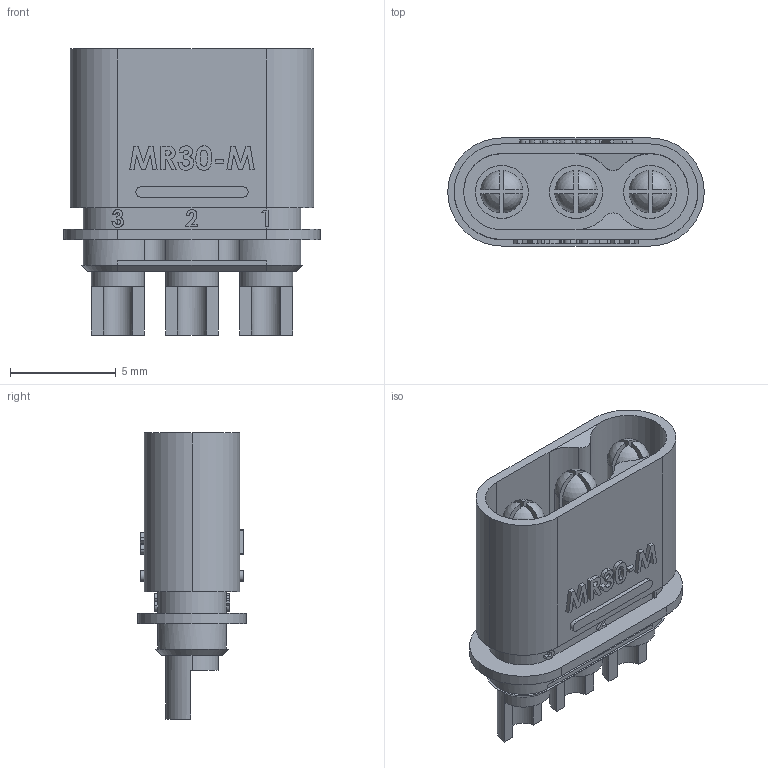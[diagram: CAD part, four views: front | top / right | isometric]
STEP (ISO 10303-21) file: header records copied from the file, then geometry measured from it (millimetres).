
FILE_DESCRIPTION (( 'STEP AP214' ), '1' );
FILE_NAME ('Amass MR30-M_default.STEP', '2025-03-31T14:03:33', ( '' ), ( '' ), 'SwSTEP 2.0', 'SolidWorks 2025', '' );
FILE_SCHEMA (( 'AUTOMOTIVE_DESIGN' ));
Length unit declared in the file: millimetre
Products named in the file (1): Amass MR30-M_default_default
Bounding box: 12.1 x 5.1 x 13.5 mm (x, y, z)
Volume: 300.5 mm3; surface area: 1122.4 mm2
Topology: 4 solids, 4 shells, 391 faces, 1040 edges, 687 vertices
Faces by surface type: plane 204, bspline 105, cylinder 61, sphere 12, cone 9
Entity records: 17436 total; most frequent: CARTESIAN_POINT 8266, ORIENTED_EDGE 2068, DIRECTION 1548, EDGE_CURVE 1034, VERTEX_POINT 687, LINE 636, VECTOR 636, AXIS2_PLACEMENT_3D 456
